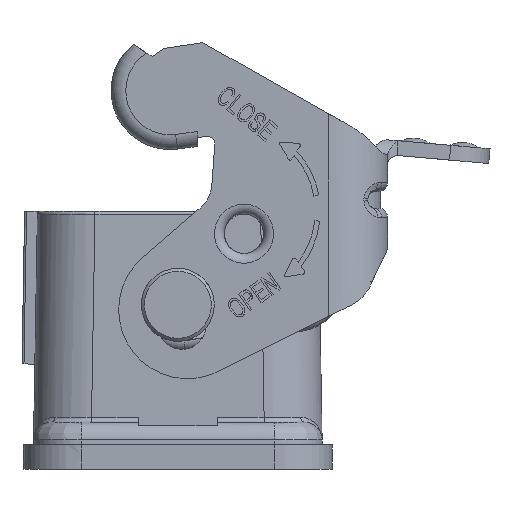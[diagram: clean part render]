
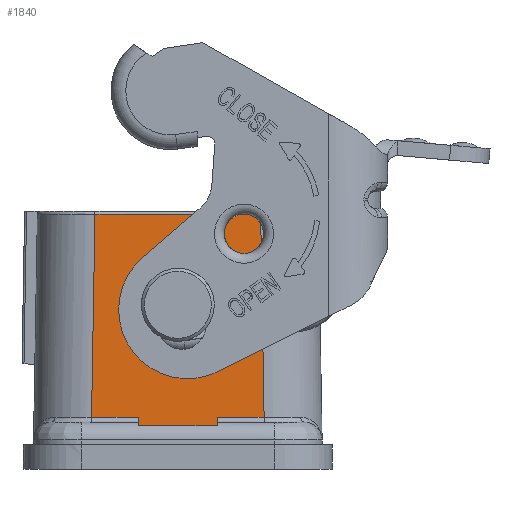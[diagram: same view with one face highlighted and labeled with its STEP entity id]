
A CAD part, front view. The second image highlights one B-rep face of the part: STEP entity #1840.
In plain terms, the highlighted planar face has unit normal (0, -1, 0.017).
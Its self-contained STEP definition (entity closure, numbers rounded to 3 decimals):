
#272=FACE_BOUND('',#3751,.T.);
#273=FACE_BOUND('',#3752,.T.);
#1840=ADVANCED_FACE('',(#272,#273),#2611,.T.);
#2611=PLANE('',#14425);
#3751=EDGE_LOOP('',(#5266));
#3752=EDGE_LOOP('',(#5267,#5268,#5269,#5270,#5271,#5272,#5273,#5274));
#4663=ELLIPSE('',#14424,2.2,2.2);
#5266=ORIENTED_EDGE('',*,*,#10476,.T.);
#5267=ORIENTED_EDGE('',*,*,#10396,.F.);
#5268=ORIENTED_EDGE('',*,*,#10475,.T.);
#5269=ORIENTED_EDGE('',*,*,#10477,.F.);
#5270=ORIENTED_EDGE('',*,*,#10478,.T.);
#5271=ORIENTED_EDGE('',*,*,#10479,.F.);
#5272=ORIENTED_EDGE('',*,*,#10480,.F.);
#5273=ORIENTED_EDGE('',*,*,#10481,.F.);
#5274=ORIENTED_EDGE('',*,*,#10482,.T.);
#8990=VERTEX_POINT('',#20041);
#8991=VERTEX_POINT('',#20058);
#9035=VERTEX_POINT('',#21072);
#9036=VERTEX_POINT('',#21076);
#9037=VERTEX_POINT('',#21078);
#9038=VERTEX_POINT('',#21080);
#9039=VERTEX_POINT('',#21082);
#9040=VERTEX_POINT('',#21084);
#9041=VERTEX_POINT('',#21086);
#10396=EDGE_CURVE('',#8990,#8991,#12348,.T.);
#10475=EDGE_CURVE('',#8990,#9035,#12376,.T.);
#10476=EDGE_CURVE('',#9036,#9036,#4663,.T.);
#10477=EDGE_CURVE('',#9037,#9035,#12377,.T.);
#10478=EDGE_CURVE('',#9037,#9038,#12378,.T.);
#10479=EDGE_CURVE('',#9039,#9038,#12379,.T.);
#10480=EDGE_CURVE('',#9040,#9039,#12380,.T.);
#10481=EDGE_CURVE('',#9041,#9040,#12381,.T.);
#10482=EDGE_CURVE('',#9041,#8991,#12382,.T.);
#12348=LINE('',#20057,#13367);
#12376=LINE('',#21073,#13395);
#12377=LINE('',#21077,#13396);
#12378=LINE('',#21079,#13397);
#12379=LINE('',#21081,#13398);
#12380=LINE('',#21083,#13399);
#12381=LINE('',#21085,#13400);
#12382=LINE('',#21087,#13401);
#13367=VECTOR('',#15966,1.);
#13395=VECTOR('',#16080,1.);
#13396=VECTOR('',#16085,1.);
#13397=VECTOR('',#16086,1.);
#13398=VECTOR('',#16087,1.);
#13399=VECTOR('',#16088,1.);
#13400=VECTOR('',#16089,1.);
#13401=VECTOR('',#16090,1.);
#14424=AXIS2_PLACEMENT_3D('',#21075,#16083,#16084);
#14425=AXIS2_PLACEMENT_3D('',#21088,#16091,#16092);
#15966=DIRECTION('',(1.,0.,0.));
#16080=DIRECTION('',(-0.017,-0.017,-1.));
#16083=DIRECTION('',(0.,1.,-0.017));
#16084=DIRECTION('',(0.,0.017,1.));
#16085=DIRECTION('',(-1.,0.,0.));
#16086=DIRECTION('',(0.,-0.017,-1.));
#16087=DIRECTION('',(-1.,0.,0.));
#16088=DIRECTION('',(0.,-0.017,-1.));
#16089=DIRECTION('',(-1.,0.,0.));
#16090=DIRECTION('',(-0.017,0.017,1.));
#16091=DIRECTION('',(0.,-1.,0.017));
#16092=DIRECTION('',(0.,-0.017,-1.));
#20041=CARTESIAN_POINT('',(-8.408,-39.395,24.553));
#20057=CARTESIAN_POINT('',(78.538,-39.394,24.554));
#20058=CARTESIAN_POINT('',(8.408,-39.394,24.554));
#21072=CARTESIAN_POINT('',(-8.759,-39.745,3.941));
#21073=CARTESIAN_POINT('',(-8.408,-39.394,24.553));
#21075=CARTESIAN_POINT('',(0.,-39.551,15.349));
#21076=CARTESIAN_POINT('',(0.,-39.514,17.549));
#21077=CARTESIAN_POINT('',(-4.,-39.745,3.941));
#21078=CARTESIAN_POINT('',(-4.,-39.745,3.941));
#21079=CARTESIAN_POINT('',(-4.,-39.745,3.941));
#21080=CARTESIAN_POINT('',(-4.,-39.76,3.05));
#21081=CARTESIAN_POINT('',(4.,-39.76,3.05));
#21082=CARTESIAN_POINT('',(4.,-39.76,3.05));
#21083=CARTESIAN_POINT('',(4.,-39.745,3.941));
#21084=CARTESIAN_POINT('',(4.,-39.745,3.941));
#21085=CARTESIAN_POINT('',(8.759,-39.745,3.941));
#21086=CARTESIAN_POINT('',(8.759,-39.745,3.941));
#21087=CARTESIAN_POINT('',(8.759,-39.745,3.941));
#21088=CARTESIAN_POINT('',(-14.762,-39.749,3.697));
